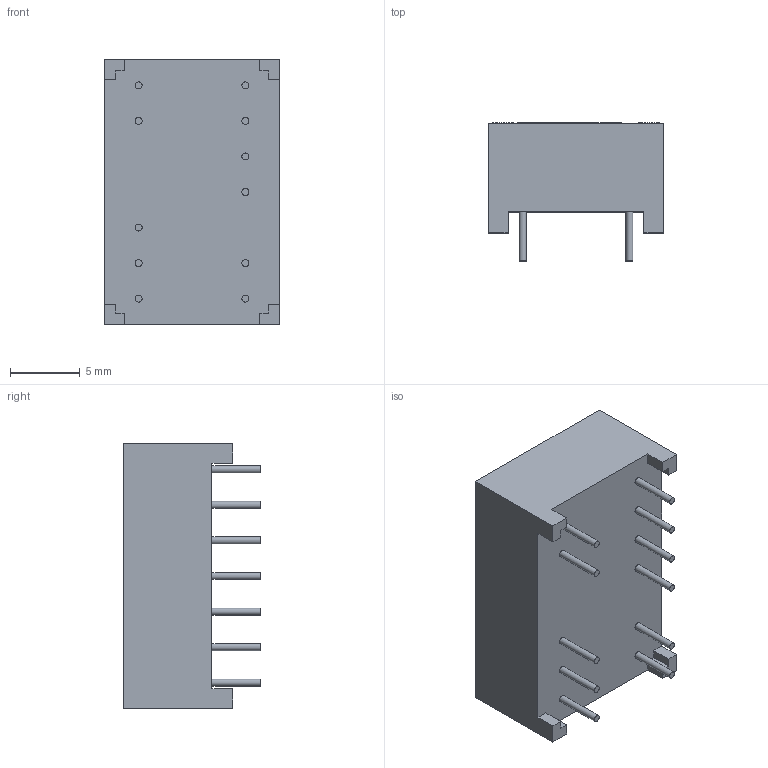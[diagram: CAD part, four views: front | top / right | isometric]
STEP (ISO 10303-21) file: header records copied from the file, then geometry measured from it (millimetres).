
FILE_DESCRIPTION(/* description */ (''),/* implementation_level */ '2;1');
FILE_NAME(/* name */ '7-Segment Display (CSS-416).step',/* time_stamp */ '2019-02-24T01:00:29+11:00',/* author */ ('austfox'),/* organization */ (''),/* preprocessor_version */ 'ST-DEVELOPER v17.2',/* originating_system */ 'Autodesk Translation Framework v7.6.0.251',/* authorisation */ '');
FILE_SCHEMA (('AUTOMOTIVE_DESIGN { 1 0 10303 214 3 1 1 }'));
Length unit declared in the file: millimetre
Products named in the file (1): 7-Segment Display (CSS-416)
Bounding box: 12.5 x 9.85 x 18.9 mm (x, y, z)
Volume: 1507.3 mm3; surface area: 1043.5 mm2
Topology: 21 solids, 21 shells, 107 faces, 195 edges, 130 vertices
Faces by surface type: plane 94, cylinder 13
Full cylindrical faces by diameter (mm): 0.5 x11, 1.5 x2
Entity records: 2639 total; most frequent: DIRECTION 437, CARTESIAN_POINT 433, ORIENTED_EDGE 390, EDGE_CURVE 195, LINE 169, VECTOR 169, AXIS2_PLACEMENT_3D 134, VERTEX_POINT 130
